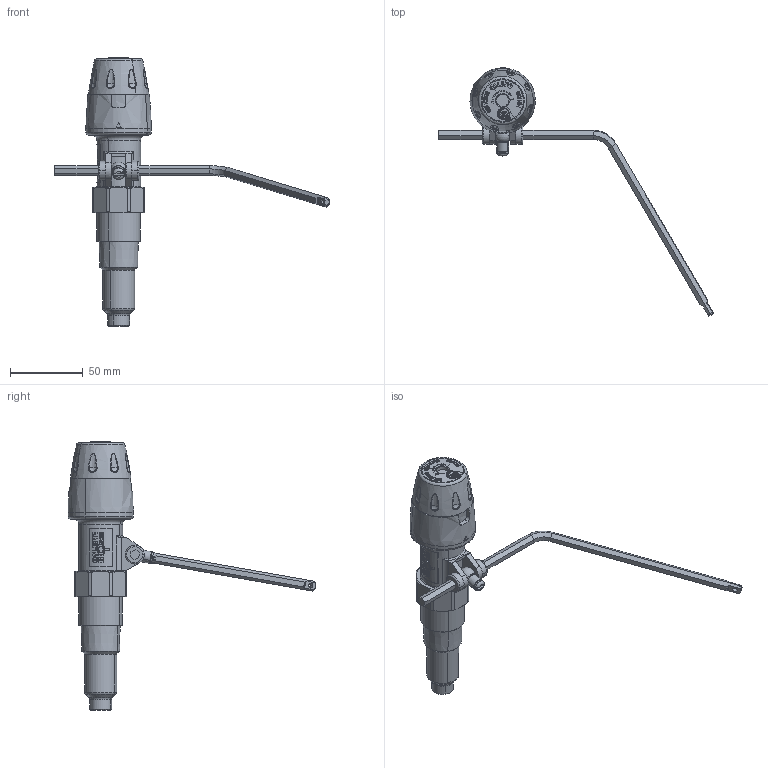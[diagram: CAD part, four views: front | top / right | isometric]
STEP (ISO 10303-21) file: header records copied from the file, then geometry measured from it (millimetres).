
FILE_DESCRIPTION(('CATIA V5 STEP Exchange','CAx-IF Rec.Pracs.--- Model Styling and Organization---1.5--- 2016-08-15','CAx-IF Rec.Pracs.---Supplemental Geometry---1.0---2011-11-01','CAx-IF Rec.Pracs.--- Composite Materials ---3.4---2017-06-13','CAx-IF Rec.Pracs.---Tessellated 3D Geometry---1.0---2015-12-17'),'2;1');
FILE_NAME('STEP_529150_-_TST.stp','2024-10-18T14:50:49+00:00',('none'),('none'),'CATIA Version 5-6 Release 2020 SP5','CATIA V5 STEP AP242 v2','none');
FILE_SCHEMA(('AP242_MANAGED_MODEL_BASED_3D_ENGINEERING_MIM_LF {1 0 10303 442 1 1 4}'));
Products named in the file (1): 529150 - TST
Bounding box: 189.02 x 170.68 x 184.64 mm (x, y, z)
Volume: 163771.2 mm3; surface area: 29088.4 mm2
Topology: 1 solids, 1 shells, 1116 faces, 2972 edges, 1935 vertices
Faces by surface type: plane 470, extrusion 284, cylinder 165, cone 64, sphere 55, torus 36, bspline 36, revolution 6
Entity records: 44994 total; most frequent: CARTESIAN_POINT 20906, ORIENTED_EDGE 5932, EDGE_CURVE 2966, DIRECTION 2859, VERTEX_POINT 1935, B_SPLINE_CURVE_WITH_KNOTS 1901, VECTOR 1329, EDGE_LOOP 1207
